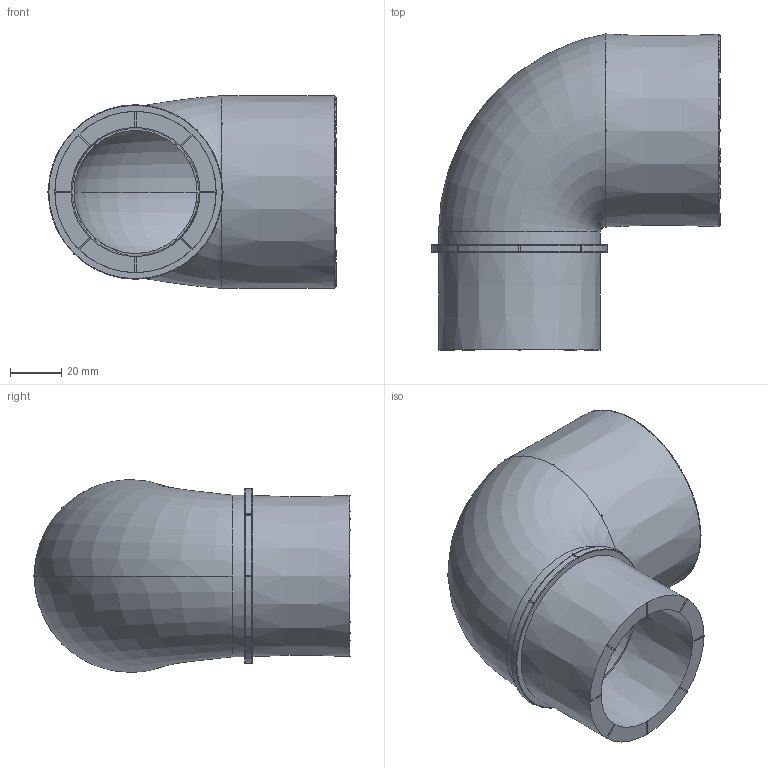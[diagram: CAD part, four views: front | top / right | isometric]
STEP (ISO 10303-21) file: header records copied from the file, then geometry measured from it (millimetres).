
FILE_DESCRIPTION(/* description */ (''),/* implementation_level */ '2;1');
FILE_NAME(/* name */ 'Z1G063050.stp',/* time_stamp */ '2025-04-12T11:12:12+08:00',/* author */ (''),/* organization */ (''),/* preprocessor_version */ 'ST-DEVELOPER v16.7',/* originating_system */ 'SIEMENS PLM Software NX 12.0',/* authorisation */ '');
FILE_SCHEMA (('AUTOMOTIVE_DESIGN { 1 0 10303 214 3 1 1 1 }'));
Length unit declared in the file: millimetre
Products named in the file (1): Admi15C0528Bkwws
Bounding box: 113.01 x 123.86 x 75.84 mm (x, y, z)
Volume: 208496.5 mm3; surface area: 61201.4 mm2
Topology: 1 solids, 1 shells, 928 faces, 2610 edges, 1681 vertices
Faces by surface type: plane 778, cylinder 94, torus 18, sphere 16, extrusion 14, cone 4, bspline 4
Full cylindrical faces by diameter (mm): 1.9 x1, 2.85 x1, 48.153 x1, 58.185 x1, 63.302 x1
Entity records: 38302 total; most frequent: CARTESIAN_POINT 17458, ORIENTED_EDGE 5114, DIRECTION 3138, EDGE_CURVE 2557, VERTEX_POINT 1656, B_SPLINE_CURVE_WITH_KNOTS 1483, AXIS2_PLACEMENT_3D 1126, EDGE_LOOP 953
